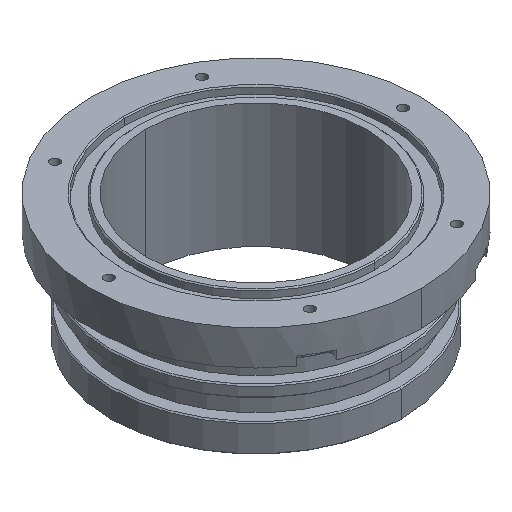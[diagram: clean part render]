
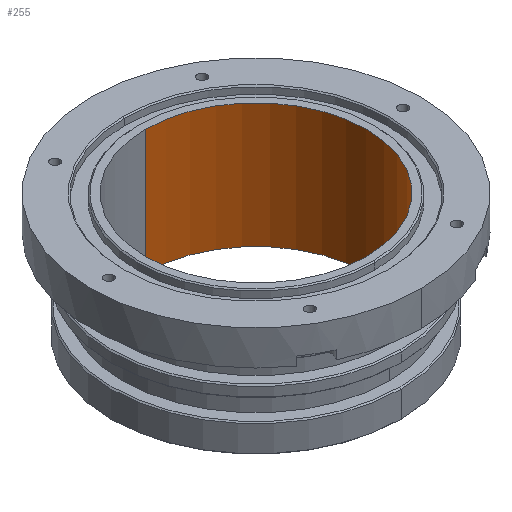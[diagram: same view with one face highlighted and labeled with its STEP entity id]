
A CAD part, isometric view. The second image highlights one B-rep face of the part: STEP entity #255.
In plain terms, the highlighted cylindrical face has radius 19.057 mm (diameter 38.114 mm), a partial arc.
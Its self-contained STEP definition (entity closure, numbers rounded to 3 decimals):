
#2 = ORIENTED_EDGE ( 'NONE', *, *, #701, .F. ) ;
#255 = ADVANCED_FACE ( 'NONE', ( #972 ), #383, .F. ) ;
#298 = DIRECTION ( 'NONE',  ( 0., 1., 0. ) ) ;
#383 = CYLINDRICAL_SURFACE ( 'NONE', #1168, 19.057 ) ;
#526 = DIRECTION ( 'NONE',  ( 0., 0., -1. ) ) ;
#701 = EDGE_CURVE ( 'NONE', #960, #1211, #1702, .T. ) ;
#731 = EDGE_LOOP ( 'NONE', ( #836, #2, #2388, #2271 ) ) ;
#754 = CARTESIAN_POINT ( 'NONE',  ( 0., 19.057, 21.5 ) ) ;
#836 = ORIENTED_EDGE ( 'NONE', *, *, #1361, .F. ) ;
#868 = VERTEX_POINT ( 'NONE', #1718 ) ;
#891 = CARTESIAN_POINT ( 'NONE',  ( 0., 0., 21.5 ) ) ;
#924 = CARTESIAN_POINT ( 'NONE',  ( 0., 19.057, 0. ) ) ;
#950 = VECTOR ( 'NONE', #1104, 1000. ) ;
#960 = VERTEX_POINT ( 'NONE', #754 ) ;
#972 = FACE_OUTER_BOUND ( 'NONE', #731, .T. ) ;
#1004 = DIRECTION ( 'NONE',  ( 0., 1., 0. ) ) ;
#1104 = DIRECTION ( 'NONE',  ( 0., 0., -1. ) ) ;
#1106 = AXIS2_PLACEMENT_3D ( 'NONE', #891, #2251, #298 ) ;
#1168 = AXIS2_PLACEMENT_3D ( 'NONE', #2452, #1878, #1309 ) ;
#1211 = VERTEX_POINT ( 'NONE', #1266 ) ;
#1253 = VECTOR ( 'NONE', #526, 1000. ) ;
#1266 = CARTESIAN_POINT ( 'NONE',  ( 0., -19.057, 21.5 ) ) ;
#1309 = DIRECTION ( 'NONE',  ( 0., 1., 0. ) ) ;
#1361 = EDGE_CURVE ( 'NONE', #1211, #1661, #2293, .T. ) ;
#1627 = DIRECTION ( 'NONE',  ( 0., 0., -1. ) ) ;
#1661 = VERTEX_POINT ( 'NONE', #2422 ) ;
#1702 = CIRCLE ( 'NONE', #1106, 19.057 ) ;
#1718 = CARTESIAN_POINT ( 'NONE',  ( 0., 19.057, 0. ) ) ;
#1814 = CARTESIAN_POINT ( 'NONE',  ( 0., 0., 0. ) ) ;
#1878 = DIRECTION ( 'NONE',  ( 0., 0., -1. ) ) ;
#1890 = CARTESIAN_POINT ( 'NONE',  ( 0., -19.057, 0. ) ) ;
#1906 = CIRCLE ( 'NONE', #2164, 19.057 ) ;
#2041 = EDGE_CURVE ( 'NONE', #868, #1661, #1906, .T. ) ;
#2113 = LINE ( 'NONE', #924, #950 ) ;
#2164 = AXIS2_PLACEMENT_3D ( 'NONE', #1814, #1627, #1004 ) ;
#2251 = DIRECTION ( 'NONE',  ( 0., 0., -1. ) ) ;
#2271 = ORIENTED_EDGE ( 'NONE', *, *, #2041, .T. ) ;
#2293 = LINE ( 'NONE', #1890, #1253 ) ;
#2361 = EDGE_CURVE ( 'NONE', #960, #868, #2113, .T. ) ;
#2388 = ORIENTED_EDGE ( 'NONE', *, *, #2361, .T. ) ;
#2422 = CARTESIAN_POINT ( 'NONE',  ( 0., -19.057, 0. ) ) ;
#2452 = CARTESIAN_POINT ( 'NONE',  ( 0., 0., 0. ) ) ;
